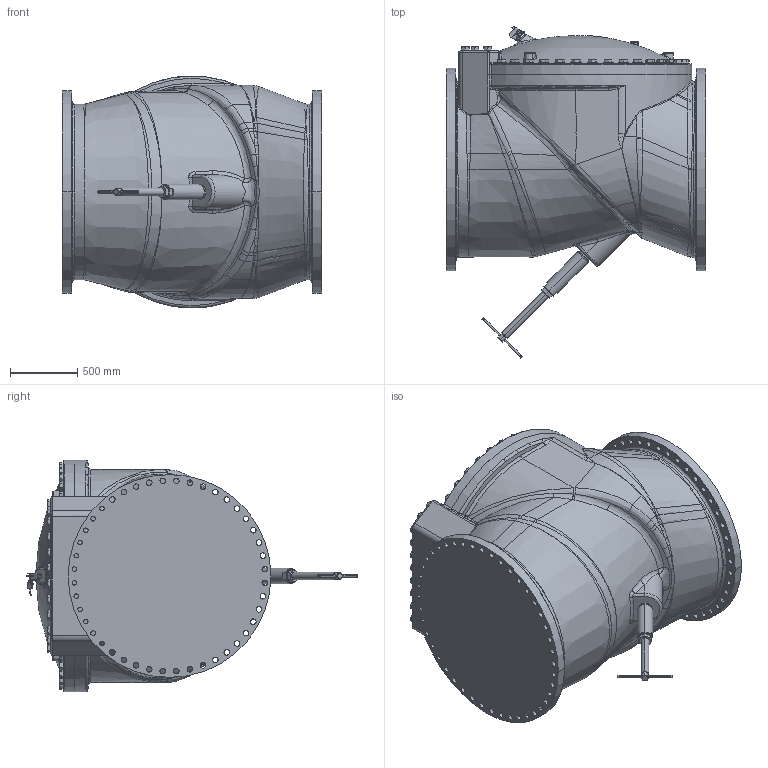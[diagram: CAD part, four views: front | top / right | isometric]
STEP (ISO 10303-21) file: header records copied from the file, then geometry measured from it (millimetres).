
FILE_DESCRIPTION((''),'2;1');
FILE_NAME('7248ABFMI-LS_SW0001','2024-07-23T07:24:29',('jlesh'),(''),'CREO PARAMETRIC BY PTC INC, 2023072','CREO PARAMETRIC BY PTC INC, 2023072','');
FILE_SCHEMA(('AUTOMOTIVE_DESIGN { 1 0 10303 214 1 1 1 1 }'));
Products named in the file (1): 7248ABFMI-LS_SW0001
Bounding box: 1930.4 x 2473.64 x 1726.97 mm (x, y, z)
Volume: 3617810237.2 mm3; surface area: 16491419.3 mm2
Topology: 2 solids, 2 shells, 1907 faces, 4498 edges, 2724 vertices
Faces by surface type: plane 583, cylinder 419, cone 355, bspline 286, torus 246, sphere 18
Entity records: 146890 total; most frequent: CARTESIAN_POINT 98387, ORIENTED_EDGE 8978, DIRECTION 8169, EDGE_CURVE 4489, AXIS2_PLACEMENT_3D 3442, VERTEX_POINT 2724, EDGE_LOOP 2251, FACE_OUTER_BOUND 1907
